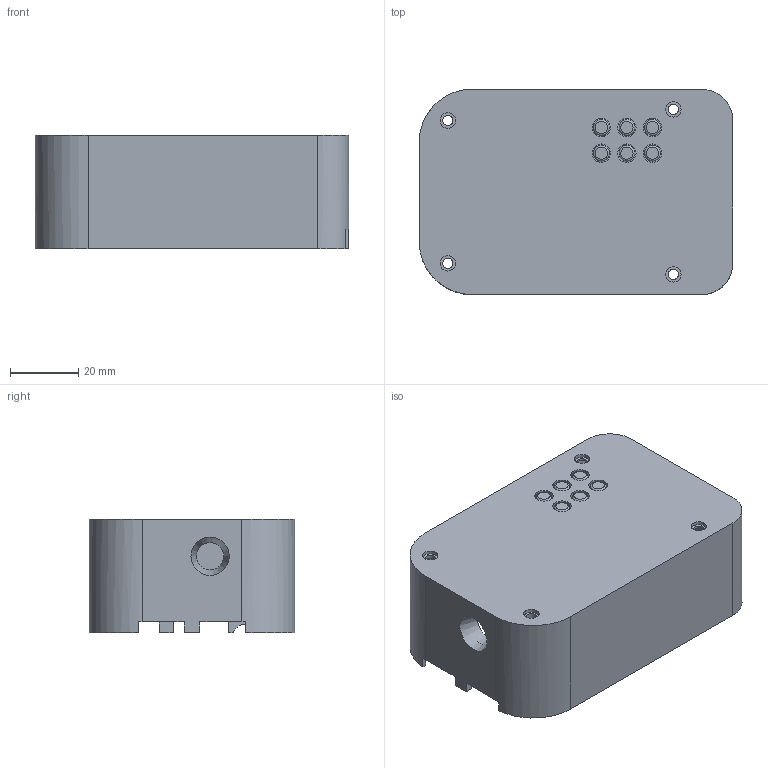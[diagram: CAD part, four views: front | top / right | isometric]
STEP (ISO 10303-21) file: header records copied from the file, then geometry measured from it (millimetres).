
FILE_DESCRIPTION(/* description */ (''),/* implementation_level */ '2;1');
FILE_NAME(/* name */ 'CaseTop.step',/* time_stamp */ '2024-01-23T15:37:40-08:00',/* author */ (''),/* organization */ (''),/* preprocessor_version */ 'ST-DEVELOPER v20',/* originating_system */ 'Autodesk Translation Framework v12.14.0.127',/* authorisation */ '');
FILE_SCHEMA (('AUTOMOTIVE_DESIGN { 1 0 10303 214 3 1 1 }'));
Length unit declared in the file: millimetre
Products named in the file (1): FusionComponent
Bounding box: 91.96 x 60.21 x 33.2 mm (x, y, z)
Volume: 32097.7 mm3; surface area: 30416.8 mm2
Topology: 7 solids, 7 shells, 275 faces, 734 edges, 476 vertices
Faces by surface type: plane 148, cylinder 92, cone 19, torus 12, bspline 4
Full cylindrical faces by diameter (mm): 3 x4, 4.5 x4, 4.6 x6, 5.4 x6
Entity records: 8810 total; most frequent: CARTESIAN_POINT 1773, DIRECTION 1505, ORIENTED_EDGE 1468, EDGE_CURVE 734, AXIS2_PLACEMENT_3D 562, VERTEX_POINT 476, LINE 381, VECTOR 381
